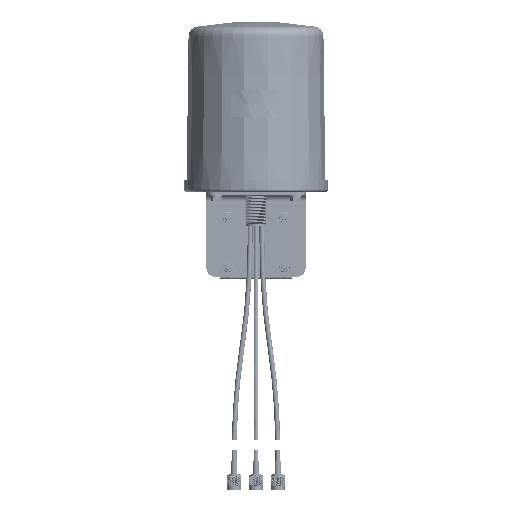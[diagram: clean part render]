
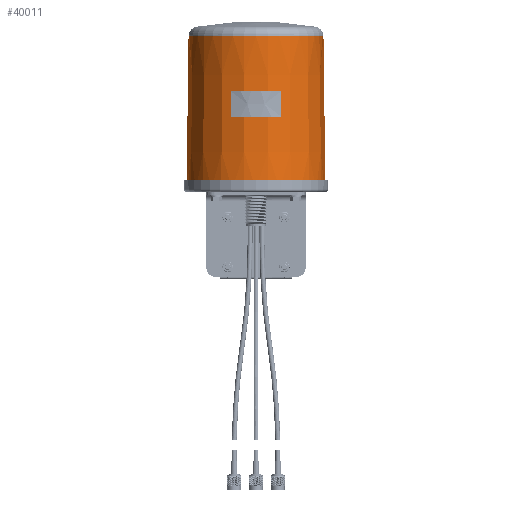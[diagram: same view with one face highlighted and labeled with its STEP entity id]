
A CAD part, top view. The second image highlights one B-rep face of the part: STEP entity #40011.
In plain terms, the highlighted conical face has half-angle 0.739 degrees and reference radius 69 mm.
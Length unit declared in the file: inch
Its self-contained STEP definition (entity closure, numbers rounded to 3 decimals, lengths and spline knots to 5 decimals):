
#2767 = DIRECTION ( 'NONE',  ( -1., 0., 0. ) ) ;
#4623 = DIRECTION ( 'NONE',  ( 0., 1., 0. ) ) ;
#10966 = EDGE_CURVE ( 'NONE', #170788, #39657, #36591, .T. ) ;
#12491 = DIRECTION ( 'NONE',  ( -1., 0., 0. ) ) ;
#13852 = EDGE_CURVE ( 'NONE', #39657, #148680, #88600, .T. ) ;
#17858 = CARTESIAN_POINT ( 'NONE',  ( 0., 6.10236, 0. ) ) ;
#18624 = EDGE_CURVE ( 'NONE', #170788, #36244, #69533, .T. ) ;
#21026 = VECTOR ( 'NONE', #139958, 39.37008 ) ;
#36244 = VERTEX_POINT ( 'NONE', #173073 ) ;
#36591 = LINE ( 'NONE', #79915, #61269 ) ;
#36665 = ORIENTED_EDGE ( 'NONE', *, *, #10966, .T. ) ;
#39657 = VERTEX_POINT ( 'NONE', #178431 ) ;
#40011 = ADVANCED_FACE ( 'NONE', ( #140786 ), #58014, .T. ) ;
#43450 = DIRECTION ( 'NONE',  ( -1., 0., 0. ) ) ;
#44462 = DIRECTION ( 'NONE',  ( 0., -1., 0. ) ) ;
#58014 = CONICAL_SURFACE ( 'NONE', #163542, 2.71654, 0.013 ) ;
#61269 = VECTOR ( 'NONE', #65764, 39.37008 ) ;
#65764 = DIRECTION ( 'NONE',  ( -0.013, -1., 0. ) ) ;
#69533 = CIRCLE ( 'NONE', #72599, 2.67717 ) ;
#70048 = ORIENTED_EDGE ( 'NONE', *, *, #92272, .F. ) ;
#72599 = AXIS2_PLACEMENT_3D ( 'NONE', #17858, #4623, #2767 ) ;
#72659 = CARTESIAN_POINT ( 'NONE',  ( 0., 0., 0. ) ) ;
#79915 = CARTESIAN_POINT ( 'NONE',  ( -2.67717, 6.10236, 0. ) ) ;
#82368 = CARTESIAN_POINT ( 'NONE',  ( 2.67717, 6.10236, 0. ) ) ;
#83460 = EDGE_LOOP ( 'NONE', ( #124753, #70048, #118442, #36665 ) ) ;
#88600 = CIRCLE ( 'NONE', #106800, 2.75591 ) ;
#92272 = EDGE_CURVE ( 'NONE', #36244, #148680, #105336, .T. ) ;
#102824 = DIRECTION ( 'NONE',  ( 0., 1., 0. ) ) ;
#105336 = LINE ( 'NONE', #82368, #21026 ) ;
#106800 = AXIS2_PLACEMENT_3D ( 'NONE', #72659, #102824, #43450 ) ;
#109257 = CARTESIAN_POINT ( 'NONE',  ( -2.67717, 6.10236, 0. ) ) ;
#118442 = ORIENTED_EDGE ( 'NONE', *, *, #18624, .F. ) ;
#122549 = CARTESIAN_POINT ( 'NONE',  ( 2.75591, 0., 0. ) ) ;
#124753 = ORIENTED_EDGE ( 'NONE', *, *, #13852, .T. ) ;
#139958 = DIRECTION ( 'NONE',  ( 0.013, -1., 0. ) ) ;
#140786 = FACE_OUTER_BOUND ( 'NONE', #83460, .T. ) ;
#148680 = VERTEX_POINT ( 'NONE', #122549 ) ;
#163542 = AXIS2_PLACEMENT_3D ( 'NONE', #186079, #44462, #12491 ) ;
#170788 = VERTEX_POINT ( 'NONE', #109257 ) ;
#173073 = CARTESIAN_POINT ( 'NONE',  ( 2.67717, 6.10236, 0. ) ) ;
#178431 = CARTESIAN_POINT ( 'NONE',  ( -2.75591, 0., 0. ) ) ;
#186079 = CARTESIAN_POINT ( 'NONE',  ( 0., 3.05118, 0. ) ) ;
